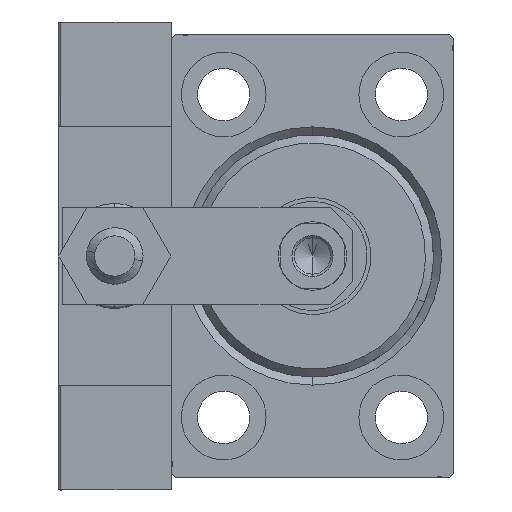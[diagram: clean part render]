
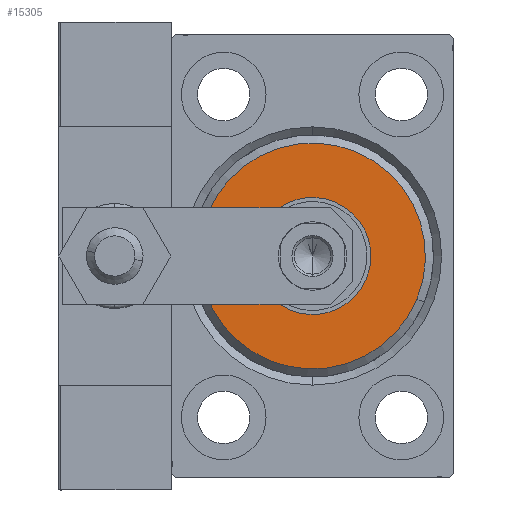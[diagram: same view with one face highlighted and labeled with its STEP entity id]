
A CAD part, left-side view. The second image highlights one B-rep face of the part: STEP entity #15305.
In plain terms, the highlighted face is planar.
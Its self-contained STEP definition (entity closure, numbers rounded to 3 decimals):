
#1443 = DIRECTION ( 'NONE',  ( 0., 0., -1. ) ) ;
#4279 = ORIENTED_EDGE ( 'NONE', *, *, #24855, .F. ) ;
#4481 = AXIS2_PLACEMENT_3D ( 'NONE', #5259, #47829, #1443 ) ;
#5259 = CARTESIAN_POINT ( 'NONE',  ( 3., 0., 0. ) ) ;
#6000 = CARTESIAN_POINT ( 'NONE',  ( 3., 0., 0. ) ) ;
#6196 = CARTESIAN_POINT ( 'NONE',  ( 3., 0., 0. ) ) ;
#6503 = DIRECTION ( 'NONE',  ( 0., 0., -1. ) ) ;
#7360 = CIRCLE ( 'NONE', #44842, 14. ) ;
#8474 = CIRCLE ( 'NONE', #36170, 7.25 ) ;
#10330 = DIRECTION ( 'NONE',  ( 1., 0., 0. ) ) ;
#10368 = VERTEX_POINT ( 'NONE', #38022 ) ;
#11745 = EDGE_CURVE ( 'NONE', #10368, #38619, #8474, .T. ) ;
#11905 = VERTEX_POINT ( 'NONE', #28248 ) ;
#13671 = FACE_BOUND ( 'NONE', #44558, .T. ) ;
#14323 = CARTESIAN_POINT ( 'NONE',  ( 3., 0., 7.25 ) ) ;
#14426 = CARTESIAN_POINT ( 'NONE',  ( 3., 0., 0. ) ) ;
#15305 = ADVANCED_FACE ( 'NONE', ( #49317, #13671 ), #29202, .T. ) ;
#15920 = CIRCLE ( 'NONE', #4481, 14. ) ;
#16036 = CIRCLE ( 'NONE', #37143, 7.25 ) ;
#17988 = DIRECTION ( 'NONE',  ( 0., 0., -1. ) ) ;
#21016 = DIRECTION ( 'NONE',  ( 0., 0., -1. ) ) ;
#21571 = DIRECTION ( 'NONE',  ( 1., 0., 0. ) ) ;
#21745 = EDGE_CURVE ( 'NONE', #11905, #24345, #15920, .T. ) ;
#21770 = DIRECTION ( 'NONE',  ( 1., 0., 0. ) ) ;
#24345 = VERTEX_POINT ( 'NONE', #48500 ) ;
#24855 = EDGE_CURVE ( 'NONE', #38619, #10368, #16036, .T. ) ;
#28248 = CARTESIAN_POINT ( 'NONE',  ( 3., 0., 14. ) ) ;
#29111 = CARTESIAN_POINT ( 'NONE',  ( 3., 0., 0. ) ) ;
#29202 = PLANE ( 'NONE',  #36276 ) ;
#29349 = DIRECTION ( 'NONE',  ( 0., 0., -1. ) ) ;
#30075 = ORIENTED_EDGE ( 'NONE', *, *, #11745, .F. ) ;
#34615 = DIRECTION ( 'NONE',  ( 1., 0., 0. ) ) ;
#36170 = AXIS2_PLACEMENT_3D ( 'NONE', #29111, #34615, #29349 ) ;
#36276 = AXIS2_PLACEMENT_3D ( 'NONE', #14426, #10330, #17988 ) ;
#37143 = AXIS2_PLACEMENT_3D ( 'NONE', #6196, #21770, #21016 ) ;
#38022 = CARTESIAN_POINT ( 'NONE',  ( 3., 0., -7.25 ) ) ;
#38619 = VERTEX_POINT ( 'NONE', #14323 ) ;
#40523 = ORIENTED_EDGE ( 'NONE', *, *, #21745, .T. ) ;
#41865 = EDGE_CURVE ( 'NONE', #24345, #11905, #7360, .T. ) ;
#44558 = EDGE_LOOP ( 'NONE', ( #30075, #4279 ) ) ;
#44842 = AXIS2_PLACEMENT_3D ( 'NONE', #6000, #21571, #6503 ) ;
#47091 = ORIENTED_EDGE ( 'NONE', *, *, #41865, .T. ) ;
#47829 = DIRECTION ( 'NONE',  ( 1., 0., 0. ) ) ;
#48500 = CARTESIAN_POINT ( 'NONE',  ( 3., 0., -14. ) ) ;
#49317 = FACE_OUTER_BOUND ( 'NONE', #49430, .T. ) ;
#49430 = EDGE_LOOP ( 'NONE', ( #40523, #47091 ) ) ;
